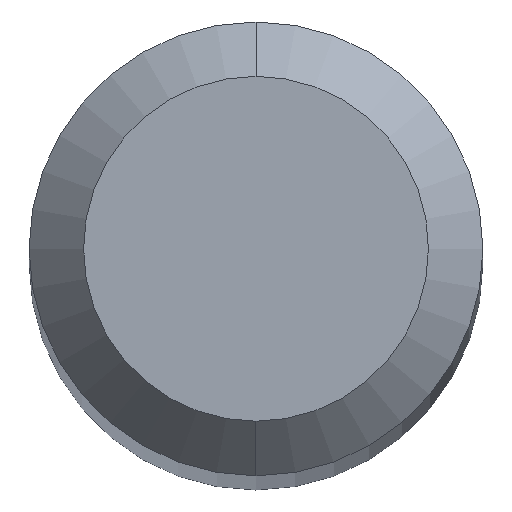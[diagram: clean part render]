
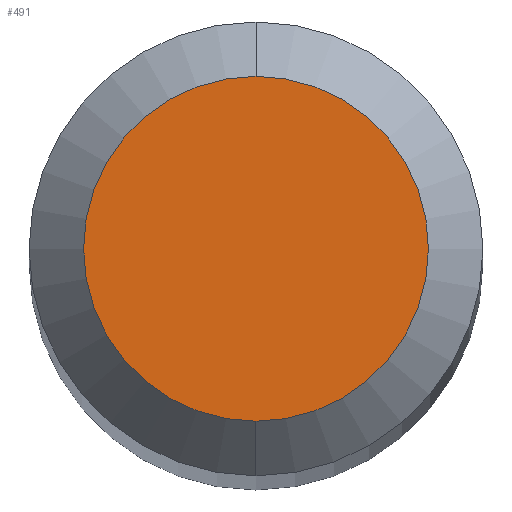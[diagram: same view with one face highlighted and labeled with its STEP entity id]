
A CAD part, top view. The second image highlights one B-rep face of the part: STEP entity #491.
In plain terms, the highlighted planar face has unit normal (0, 0, 1).
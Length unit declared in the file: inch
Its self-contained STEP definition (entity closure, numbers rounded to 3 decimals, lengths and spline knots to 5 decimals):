
#10 = PLANE ( 'NONE',  #432 ) ;
#40 = CIRCLE ( 'NONE', #331, 0.0475 ) ;
#85 = DIRECTION ( 'NONE',  ( 0., 1., 0. ) ) ;
#116 = CARTESIAN_POINT ( 'NONE',  ( 0., 0.0475, 0. ) ) ;
#154 = DIRECTION ( 'NONE',  ( 0., -1., 0. ) ) ;
#159 = FACE_OUTER_BOUND ( 'NONE', #283, .T. ) ;
#177 = VERTEX_POINT ( 'NONE', #252 ) ;
#184 = VERTEX_POINT ( 'NONE', #299 ) ;
#252 = CARTESIAN_POINT ( 'NONE',  ( 0., 0.0475, 0. ) ) ;
#254 = CIRCLE ( 'NONE', #369, 0.0475 ) ;
#273 = ORIENTED_EDGE ( 'NONE', *, *, #274, .T. ) ;
#274 = EDGE_CURVE ( 'NONE', #177, #184, #254, .T. ) ;
#283 = EDGE_LOOP ( 'NONE', ( #273, #386 ) ) ;
#288 = CARTESIAN_POINT ( 'NONE',  ( 0., 0., 0. ) ) ;
#290 = DIRECTION ( 'NONE',  ( 0., 0., -1. ) ) ;
#292 = CARTESIAN_POINT ( 'NONE',  ( 0., 0., 0. ) ) ;
#299 = CARTESIAN_POINT ( 'NONE',  ( 0., -0.0475, 0. ) ) ;
#327 = DIRECTION ( 'NONE',  ( 0., -1., 0. ) ) ;
#331 = AXIS2_PLACEMENT_3D ( 'NONE', #288, #402, #154 ) ;
#340 = EDGE_CURVE ( 'NONE', #184, #177, #40, .T. ) ;
#369 = AXIS2_PLACEMENT_3D ( 'NONE', #292, #482, #327 ) ;
#386 = ORIENTED_EDGE ( 'NONE', *, *, #340, .T. ) ;
#402 = DIRECTION ( 'NONE',  ( 0., 0., 1. ) ) ;
#432 = AXIS2_PLACEMENT_3D ( 'NONE', #116, #290, #85 ) ;
#482 = DIRECTION ( 'NONE',  ( 0., 0., 1. ) ) ;
#491 = ADVANCED_FACE ( 'NONE', ( #159 ), #10, .F. ) ;
